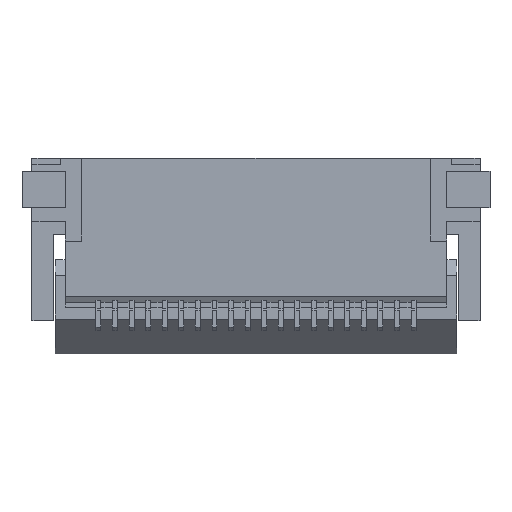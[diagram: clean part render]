
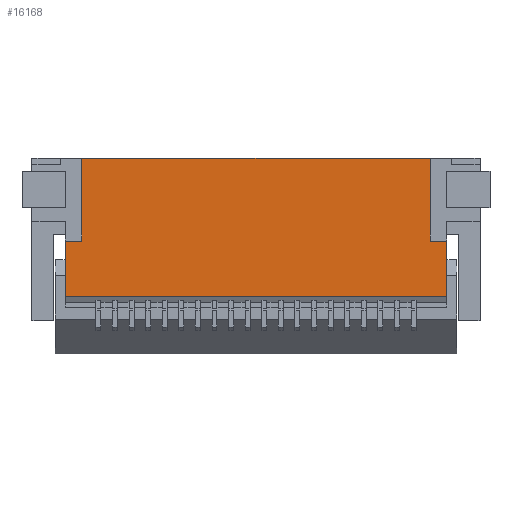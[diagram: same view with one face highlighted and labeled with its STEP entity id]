
A CAD part, front view. The second image highlights one B-rep face of the part: STEP entity #16168.
In plain terms, the highlighted planar face has unit normal (0, -1, 0).
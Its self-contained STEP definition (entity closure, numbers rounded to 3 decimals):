
#86=FACE_OUTER_BOUND('',#889,.T.);
#889=EDGE_LOOP('',(#10688,#10689,#10690,#10691,#10692,#10693,#10694,#10695));
#1699=LINE('',#21756,#4032);
#2034=LINE('',#22413,#4367);
#2035=LINE('',#22415,#4368);
#2036=LINE('',#22417,#4369);
#2037=LINE('',#22419,#4370);
#2038=LINE('',#22421,#4371);
#2039=LINE('',#22423,#4372);
#2040=LINE('',#22424,#4373);
#4032=VECTOR('',#17793,1000.);
#4367=VECTOR('',#18208,1000.);
#4368=VECTOR('',#18209,1000.);
#4369=VECTOR('',#18210,1000.);
#4370=VECTOR('',#18211,1000.);
#4371=VECTOR('',#18212,1000.);
#4372=VECTOR('',#18213,1000.);
#4373=VECTOR('',#18214,1000.);
#6358=VERTEX_POINT('',#21753);
#6359=VERTEX_POINT('',#21755);
#6641=VERTEX_POINT('',#22412);
#6642=VERTEX_POINT('',#22414);
#6643=VERTEX_POINT('',#22416);
#6644=VERTEX_POINT('',#22418);
#6645=VERTEX_POINT('',#22420);
#6646=VERTEX_POINT('',#22422);
#7921=EDGE_CURVE('',#6359,#6358,#1699,.T.);
#8256=EDGE_CURVE('',#6358,#6641,#2034,.T.);
#8257=EDGE_CURVE('',#6642,#6641,#2035,.T.);
#8258=EDGE_CURVE('',#6643,#6642,#2036,.T.);
#8259=EDGE_CURVE('',#6644,#6643,#2037,.T.);
#8260=EDGE_CURVE('',#6645,#6644,#2038,.T.);
#8261=EDGE_CURVE('',#6646,#6645,#2039,.T.);
#8262=EDGE_CURVE('',#6646,#6359,#2040,.T.);
#10688=ORIENTED_EDGE('',*,*,#7921,.T.);
#10689=ORIENTED_EDGE('',*,*,#8256,.T.);
#10690=ORIENTED_EDGE('',*,*,#8257,.F.);
#10691=ORIENTED_EDGE('',*,*,#8258,.F.);
#10692=ORIENTED_EDGE('',*,*,#8259,.F.);
#10693=ORIENTED_EDGE('',*,*,#8260,.F.);
#10694=ORIENTED_EDGE('',*,*,#8261,.F.);
#10695=ORIENTED_EDGE('',*,*,#8262,.T.);
#14941=PLANE('',#16985);
#16168=ADVANCED_FACE('',(#86),#14941,.T.);
#16985=AXIS2_PLACEMENT_3D('',#22411,#18206,#18207);
#17793=DIRECTION('',(1.,0.,0.));
#18206=DIRECTION('center_axis',(0.,-1.,0.));
#18207=DIRECTION('ref_axis',(0.,0.,-1.));
#18208=DIRECTION('',(0.,0.,1.));
#18209=DIRECTION('',(1.,0.,0.));
#18210=DIRECTION('',(0.,0.,-1.));
#18211=DIRECTION('',(1.,0.,0.));
#18212=DIRECTION('',(0.,0.,1.));
#18213=DIRECTION('',(1.,0.,0.));
#18214=DIRECTION('',(0.,0.,-1.));
#21753=CARTESIAN_POINT('',(5.75,0.03,-4.16));
#21755=CARTESIAN_POINT('',(-5.75,0.03,-4.16));
#21756=CARTESIAN_POINT('',(-7.05,0.03,-4.16));
#22411=CARTESIAN_POINT('Origin',(-6.75,0.03,-4.9));
#22412=CARTESIAN_POINT('',(5.75,0.03,-2.5));
#22413=CARTESIAN_POINT('',(5.75,0.03,-2.3));
#22414=CARTESIAN_POINT('',(5.25,0.03,-2.5));
#22415=CARTESIAN_POINT('',(6.75,0.03,-2.5));
#22416=CARTESIAN_POINT('',(5.25,0.03,0.));
#22417=CARTESIAN_POINT('',(5.25,0.03,0.));
#22418=CARTESIAN_POINT('',(-5.25,0.03,0.));
#22419=CARTESIAN_POINT('',(-6.75,0.03,0.));
#22420=CARTESIAN_POINT('',(-5.25,0.03,-2.5));
#22421=CARTESIAN_POINT('',(-5.25,0.03,0.));
#22422=CARTESIAN_POINT('',(-5.75,0.03,-2.5));
#22423=CARTESIAN_POINT('',(-6.75,0.03,-2.5));
#22424=CARTESIAN_POINT('',(-5.75,0.03,-3.15));
